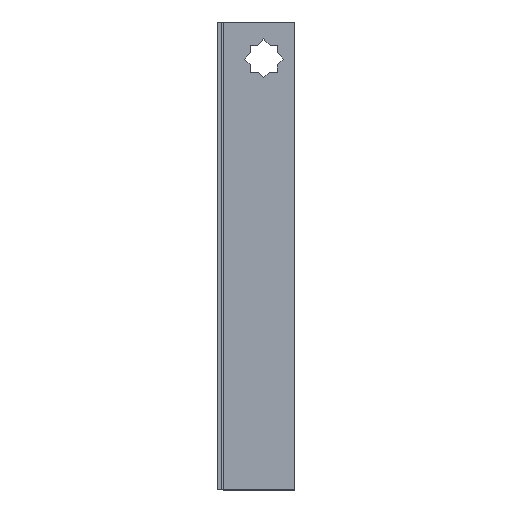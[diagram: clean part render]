
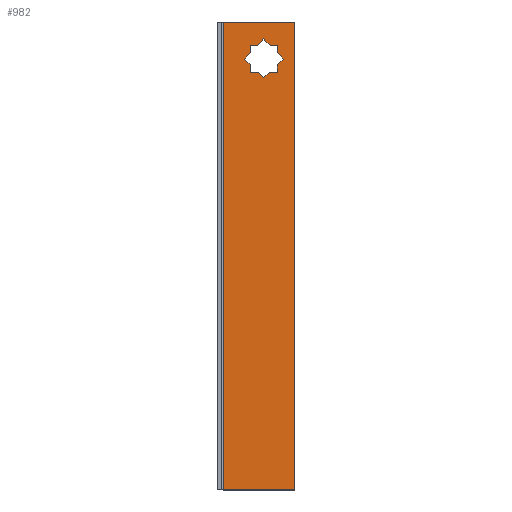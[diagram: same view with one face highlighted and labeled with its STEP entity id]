
A CAD part, top view. The second image highlights one B-rep face of the part: STEP entity #982.
In plain terms, the highlighted planar face has unit normal (0, 0, 1).
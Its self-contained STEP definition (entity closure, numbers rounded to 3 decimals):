
#9 = VERTEX_POINT ( 'NONE', #373 ) ;
#18 = EDGE_CURVE ( 'NONE', #1091, #648, #720, .T. ) ;
#35 = VERTEX_POINT ( 'NONE', #92 ) ;
#37 = CARTESIAN_POINT ( 'NONE',  ( 25.933, 285.044, 3. ) ) ;
#44 = VECTOR ( 'NONE', #802, 1000. ) ;
#46 = CARTESIAN_POINT ( 'NONE',  ( 22.783, 281.794, 3. ) ) ;
#49 = LINE ( 'NONE', #335, #827 ) ;
#81 = LINE ( 'NONE', #433, #394 ) ;
#92 = CARTESIAN_POINT ( 'NONE',  ( 38.7, 285.044, 3. ) ) ;
#100 = VERTEX_POINT ( 'NONE', #646 ) ;
#102 = EDGE_CURVE ( 'NONE', #966, #152, #633, .T. ) ;
#112 = FACE_BOUND ( 'NONE', #943, .T. ) ;
#118 = VECTOR ( 'NONE', #1045, 1000. ) ;
#120 = EDGE_CURVE ( 'NONE', #35, #1091, #291, .T. ) ;
#121 = DIRECTION ( 'NONE',  ( -1., 0., 0. ) ) ;
#127 = CARTESIAN_POINT ( 'NONE',  ( 12.028, 307.781, 3. ) ) ;
#136 = CARTESIAN_POINT ( 'NONE',  ( 33.515, 267.644, 3. ) ) ;
#138 = DIRECTION ( 'NONE',  ( 0., -1., 0. ) ) ;
#145 = ORIENTED_EDGE ( 'NONE', *, *, #199, .F. ) ;
#152 = VERTEX_POINT ( 'NONE', #653 ) ;
#155 = CARTESIAN_POINT ( 'NONE',  ( 38.7, 267.644, 3. ) ) ;
#156 = CARTESIAN_POINT ( 'NONE',  ( 4., 300., 3. ) ) ;
#184 = LINE ( 'NONE', #773, #118 ) ;
#196 = VECTOR ( 'NONE', #987, 1000. ) ;
#199 = EDGE_CURVE ( 'NONE', #9, #699, #566, .T. ) ;
#211 = CARTESIAN_POINT ( 'NONE',  ( 21.3, 300., 3. ) ) ;
#217 = VERTEX_POINT ( 'NONE', #336 ) ;
#218 = LINE ( 'NONE', #211, #598 ) ;
#223 = LINE ( 'NONE', #1107, #851 ) ;
#226 = LINE ( 'NONE', #917, #300 ) ;
#230 = VECTOR ( 'NONE', #344, 1000. ) ;
#231 = ORIENTED_EDGE ( 'NONE', *, *, #543, .F. ) ;
#236 = ORIENTED_EDGE ( 'NONE', *, *, #603, .F. ) ;
#259 = LINE ( 'NONE', #351, #230 ) ;
#261 = EDGE_CURVE ( 'NONE', #755, #1002, #763, .T. ) ;
#264 = DIRECTION ( 'NONE',  ( -0.696, -0.718, 0. ) ) ;
#272 = ORIENTED_EDGE ( 'NONE', *, *, #560, .F. ) ;
#274 = ORIENTED_EDGE ( 'NONE', *, *, #584, .F. ) ;
#279 = ORIENTED_EDGE ( 'NONE', *, *, #885, .T. ) ;
#284 = DIRECTION ( 'NONE',  ( -0.696, 0.718, 0. ) ) ;
#286 = DIRECTION ( 'NONE',  ( -0.696, -0.718, 0. ) ) ;
#291 = LINE ( 'NONE', #825, #452 ) ;
#292 = EDGE_CURVE ( 'NONE', #1002, #100, #226, .T. ) ;
#299 = ORIENTED_EDGE ( 'NONE', *, *, #1040, .F. ) ;
#300 = VECTOR ( 'NONE', #138, 1000. ) ;
#301 = VECTOR ( 'NONE', #678, 1000. ) ;
#335 = CARTESIAN_POINT ( 'NONE',  ( 4., 267.644, 3. ) ) ;
#336 = CARTESIAN_POINT ( 'NONE',  ( 21.3, 272.664, 3. ) ) ;
#340 = VERTEX_POINT ( 'NONE', #664 ) ;
#344 = DIRECTION ( 'NONE',  ( 1., 0., 0. ) ) ;
#346 = AXIS2_PLACEMENT_3D ( 'NONE', #559, #390, #721 ) ;
#351 = CARTESIAN_POINT ( 'NONE',  ( 4., 0., 3. ) ) ;
#354 = VERTEX_POINT ( 'NONE', #790 ) ;
#358 = EDGE_CURVE ( 'NONE', #904, #100, #259, .T. ) ;
#362 = VECTOR ( 'NONE', #286, 1000. ) ;
#363 = ORIENTED_EDGE ( 'NONE', *, *, #1053, .F. ) ;
#373 = CARTESIAN_POINT ( 'NONE',  ( 30., 264.24, 3. ) ) ;
#375 = DIRECTION ( 'NONE',  ( 0., -1., 0. ) ) ;
#384 = ORIENTED_EDGE ( 'NONE', *, *, #102, .F. ) ;
#385 = FACE_OUTER_BOUND ( 'NONE', #716, .T. ) ;
#390 = DIRECTION ( 'NONE',  ( 0., 0., -1. ) ) ;
#394 = VECTOR ( 'NONE', #264, 1000. ) ;
#398 = CARTESIAN_POINT ( 'NONE',  ( 34.453, 268.552, 3. ) ) ;
#402 = DIRECTION ( 'NONE',  ( 1., 0., 0. ) ) ;
#407 = CARTESIAN_POINT ( 'NONE',  ( 30., 289.24, 3. ) ) ;
#424 = VERTEX_POINT ( 'NONE', #525 ) ;
#433 = CARTESIAN_POINT ( 'NONE',  ( 22.783, 281.794, 3. ) ) ;
#442 = EDGE_CURVE ( 'NONE', #152, #217, #184, .T. ) ;
#449 = VERTEX_POINT ( 'NONE', #532 ) ;
#452 = VECTOR ( 'NONE', #121, 1000. ) ;
#462 = DIRECTION ( 'NONE',  ( 0.718, 0.696, 0. ) ) ;
#470 = VECTOR ( 'NONE', #746, 1000. ) ;
#472 = CARTESIAN_POINT ( 'NONE',  ( 21.3, 300., 3. ) ) ;
#499 = LINE ( 'NONE', #843, #526 ) ;
#508 = EDGE_CURVE ( 'NONE', #354, #9, #819, .T. ) ;
#524 = VECTOR ( 'NONE', #284, 1000. ) ;
#525 = CARTESIAN_POINT ( 'NONE',  ( 38.7, 272.664, 3. ) ) ;
#526 = VECTOR ( 'NONE', #600, 1000. ) ;
#530 = DIRECTION ( 'NONE',  ( 1., 0., 0. ) ) ;
#532 = CARTESIAN_POINT ( 'NONE',  ( 42.5, 276.344, 3. ) ) ;
#543 = EDGE_CURVE ( 'NONE', #340, #966, #218, .T. ) ;
#559 = CARTESIAN_POINT ( 'NONE',  ( 4., 300., 3. ) ) ;
#560 = EDGE_CURVE ( 'NONE', #217, #834, #565, .T. ) ;
#564 = ORIENTED_EDGE ( 'NONE', *, *, #358, .T. ) ;
#565 = LINE ( 'NONE', #472, #919 ) ;
#566 = LINE ( 'NONE', #398, #959 ) ;
#584 = EDGE_CURVE ( 'NONE', #685, #35, #1085, .T. ) ;
#598 = VECTOR ( 'NONE', #375, 1000. ) ;
#600 = DIRECTION ( 'NONE',  ( 0.718, 0.696, 0. ) ) ;
#603 = EDGE_CURVE ( 'NONE', #834, #354, #49, .T. ) ;
#615 = EDGE_CURVE ( 'NONE', #424, #449, #499, .T. ) ;
#620 = VECTOR ( 'NONE', #997, 1000. ) ;
#631 = CARTESIAN_POINT ( 'NONE',  ( 21.3, 280.264, 3. ) ) ;
#633 = LINE ( 'NONE', #46, #362 ) ;
#646 = CARTESIAN_POINT ( 'NONE',  ( 50., 0., 3. ) ) ;
#648 = VERTEX_POINT ( 'NONE', #407 ) ;
#652 = CARTESIAN_POINT ( 'NONE',  ( 38.7, 300., 3. ) ) ;
#653 = CARTESIAN_POINT ( 'NONE',  ( 17.5, 276.344, 3. ) ) ;
#662 = VERTEX_POINT ( 'NONE', #155 ) ;
#664 = CARTESIAN_POINT ( 'NONE',  ( 21.3, 285.044, 3. ) ) ;
#674 = DIRECTION ( 'NONE',  ( 0., 1., 0. ) ) ;
#678 = DIRECTION ( 'NONE',  ( 1., 0., 0. ) ) ;
#685 = VERTEX_POINT ( 'NONE', #742 ) ;
#689 = ORIENTED_EDGE ( 'NONE', *, *, #615, .F. ) ;
#699 = VERTEX_POINT ( 'NONE', #136 ) ;
#704 = ORIENTED_EDGE ( 'NONE', *, *, #18, .F. ) ;
#716 = EDGE_LOOP ( 'NONE', ( #564, #1007, #764, #279 ) ) ;
#720 = LINE ( 'NONE', #1063, #524 ) ;
#721 = DIRECTION ( 'NONE',  ( -1., 0., 0. ) ) ;
#723 = VECTOR ( 'NONE', #998, 1000. ) ;
#740 = CARTESIAN_POINT ( 'NONE',  ( 34.067, 285.044, 3. ) ) ;
#742 = CARTESIAN_POINT ( 'NONE',  ( 38.7, 280.264, 3. ) ) ;
#745 = ORIENTED_EDGE ( 'NONE', *, *, #845, .F. ) ;
#746 = DIRECTION ( 'NONE',  ( -0.696, 0.718, 0. ) ) ;
#755 = VERTEX_POINT ( 'NONE', #871 ) ;
#759 = LINE ( 'NONE', #766, #620 ) ;
#763 = LINE ( 'NONE', #156, #301 ) ;
#764 = ORIENTED_EDGE ( 'NONE', *, *, #261, .F. ) ;
#766 = CARTESIAN_POINT ( 'NONE',  ( 4., 285.044, 3. ) ) ;
#773 = CARTESIAN_POINT ( 'NONE',  ( -1.289, 294.538, 3. ) ) ;
#783 = ORIENTED_EDGE ( 'NONE', *, *, #442, .F. ) ;
#784 = CARTESIAN_POINT ( 'NONE',  ( 21.3, 267.644, 3. ) ) ;
#789 = CARTESIAN_POINT ( 'NONE',  ( 4., 267.644, 3. ) ) ;
#790 = CARTESIAN_POINT ( 'NONE',  ( 26.485, 267.644, 3. ) ) ;
#792 = EDGE_CURVE ( 'NONE', #699, #662, #962, .T. ) ;
#802 = DIRECTION ( 'NONE',  ( 0.718, -0.696, 0. ) ) ;
#819 = LINE ( 'NONE', #1079, #44 ) ;
#825 = CARTESIAN_POINT ( 'NONE',  ( 4., 285.044, 3. ) ) ;
#827 = VECTOR ( 'NONE', #402, 1000. ) ;
#834 = VERTEX_POINT ( 'NONE', #784 ) ;
#843 = CARTESIAN_POINT ( 'NONE',  ( 34.453, 268.552, 3. ) ) ;
#845 = EDGE_CURVE ( 'NONE', #648, #928, #81, .T. ) ;
#851 = VECTOR ( 'NONE', #674, 1000. ) ;
#863 = ORIENTED_EDGE ( 'NONE', *, *, #1031, .F. ) ;
#871 = CARTESIAN_POINT ( 'NONE',  ( 4., 300., 3. ) ) ;
#885 = EDGE_CURVE ( 'NONE', #755, #904, #1082, .T. ) ;
#887 = PLANE ( 'NONE',  #346 ) ;
#900 = CARTESIAN_POINT ( 'NONE',  ( 4., 0., 3. ) ) ;
#904 = VERTEX_POINT ( 'NONE', #900 ) ;
#906 = DIRECTION ( 'NONE',  ( 0., -1., 0. ) ) ;
#917 = CARTESIAN_POINT ( 'NONE',  ( 50., 300., 3. ) ) ;
#919 = VECTOR ( 'NONE', #906, 1000. ) ;
#928 = VERTEX_POINT ( 'NONE', #37 ) ;
#940 = VECTOR ( 'NONE', #530, 1000. ) ;
#943 = EDGE_LOOP ( 'NONE', ( #745, #704, #1113, #274, #363, #689, #299, #1081, #145, #1116, #236, #272, #783, #384, #231, #863 ) ) ;
#959 = VECTOR ( 'NONE', #462, 1000. ) ;
#962 = LINE ( 'NONE', #789, #940 ) ;
#966 = VERTEX_POINT ( 'NONE', #631 ) ;
#982 = ADVANCED_FACE ( 'NONE', ( #385, #112 ), #887, .F. ) ;
#987 = DIRECTION ( 'NONE',  ( 0., -1., 0. ) ) ;
#997 = DIRECTION ( 'NONE',  ( -1., 0., 0. ) ) ;
#998 = DIRECTION ( 'NONE',  ( 0., 1., 0. ) ) ;
#1002 = VERTEX_POINT ( 'NONE', #1072 ) ;
#1007 = ORIENTED_EDGE ( 'NONE', *, *, #292, .F. ) ;
#1031 = EDGE_CURVE ( 'NONE', #928, #340, #759, .T. ) ;
#1040 = EDGE_CURVE ( 'NONE', #662, #424, #223, .T. ) ;
#1045 = DIRECTION ( 'NONE',  ( 0.718, -0.696, 0. ) ) ;
#1053 = EDGE_CURVE ( 'NONE', #449, #685, #1101, .T. ) ;
#1063 = CARTESIAN_POINT ( 'NONE',  ( 12.028, 307.781, 3. ) ) ;
#1068 = CARTESIAN_POINT ( 'NONE',  ( 4., 300., 3. ) ) ;
#1072 = CARTESIAN_POINT ( 'NONE',  ( 50., 300., 3. ) ) ;
#1079 = CARTESIAN_POINT ( 'NONE',  ( -1.289, 294.538, 3. ) ) ;
#1081 = ORIENTED_EDGE ( 'NONE', *, *, #792, .F. ) ;
#1082 = LINE ( 'NONE', #1068, #196 ) ;
#1085 = LINE ( 'NONE', #652, #723 ) ;
#1091 = VERTEX_POINT ( 'NONE', #740 ) ;
#1101 = LINE ( 'NONE', #127, #470 ) ;
#1107 = CARTESIAN_POINT ( 'NONE',  ( 38.7, 300., 3. ) ) ;
#1113 = ORIENTED_EDGE ( 'NONE', *, *, #120, .F. ) ;
#1116 = ORIENTED_EDGE ( 'NONE', *, *, #508, .F. ) ;
